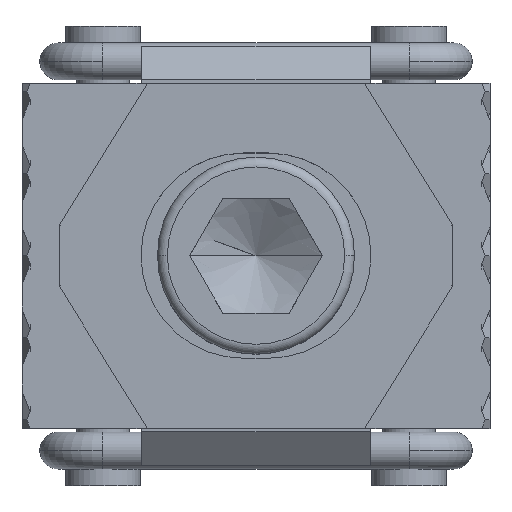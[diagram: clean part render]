
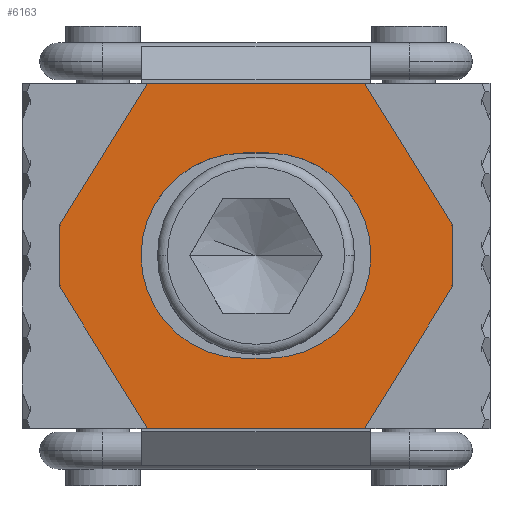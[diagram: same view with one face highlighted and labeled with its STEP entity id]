
A CAD part, top view. The second image highlights one B-rep face of the part: STEP entity #6163.
In plain terms, the highlighted planar face has unit normal (0, 0, 1).
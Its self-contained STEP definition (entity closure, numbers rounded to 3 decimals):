
#4619=EDGE_CURVE('',#8443,#9203,#12953,.T.);
#4995=VERTEX_POINT('',#13369);
#5577=EDGE_CURVE('',#11293,#8443,#14014,.T.);
#5941=EDGE_CURVE('',#6775,#7001,#14422,.T.);
#6163=ADVANCED_FACE('',(#14680,#14681),#14682,.T.);
#6775=VERTEX_POINT('',#15362);
#6777=VERTEX_POINT('',#15364);
#6981=VERTEX_POINT('',#15587);
#7001=VERTEX_POINT('',#15609);
#7225=EDGE_CURVE('',#7001,#7709,#15861,.T.);
#7709=VERTEX_POINT('',#16400);
#8019=VERTEX_POINT('',#16739);
#8443=VERTEX_POINT('',#17215);
#8687=EDGE_CURVE('',#6981,#11293,#17488,.T.);
#9113=EDGE_CURVE('',#12261,#8019,#17956,.T.);
#9203=VERTEX_POINT('',#18059);
#9355=EDGE_CURVE('',#9203,#9879,#18230,.T.);
#9717=EDGE_CURVE('',#4995,#6981,#18629,.T.);
#9879=VERTEX_POINT('',#18810);
#11293=VERTEX_POINT('',#20401);
#11373=EDGE_CURVE('',#8019,#4995,#20488,.T.);
#12205=EDGE_CURVE('',#7709,#6777,#21408,.T.);
#12241=EDGE_CURVE('',#6777,#6775,#21448,.T.);
#12261=VERTEX_POINT('',#21470);
#12297=EDGE_CURVE('',#9879,#12261,#21508,.T.);
#12953=LINE('',#22411,#22412);
#13369=CARTESIAN_POINT('',(-23.99,3.697,55.0));
#14014=LINE('',#23897,#23898);
#14422=LINE('',#24475,#24476);
#14680=FACE_BOUND('',#24833,.T.);
#14681=FACE_OUTER_BOUND('',#24834,.T.);
#14682=PLANE('',#24835);
#15362=CARTESIAN_POINT('',(-1.5,12.5,55.0));
#15364=CARTESIAN_POINT('',(-1.5,-12.5,55.0));
#15587=CARTESIAN_POINT('',(-23.99,-3.697,55.0));
#15609=CARTESIAN_POINT('',(1.5,12.5,55.0));
#15861=CIRCLE('',#26601,12.5);
#16400=CARTESIAN_POINT('',(1.5,-12.5,55.0));
#16739=CARTESIAN_POINT('',(-13.215,21.0,55.0));
#17215=CARTESIAN_POINT('',(13.215,-21.0,55.0));
#17488=LINE('',#28978,#28979);
#17956=LINE('',#29648,#29649);
#18059=CARTESIAN_POINT('',(23.99,-3.697,55.0));
#18230=LINE('',#30055,#30056);
#18629=LINE('',#30640,#30641);
#18810=CARTESIAN_POINT('',(23.99,3.697,55.0));
#20401=CARTESIAN_POINT('',(-13.215,-21.0,55.0));
#20488=LINE('',#33298,#33299);
#21408=LINE('',#34635,#34636);
#21448=CIRCLE('',#34697,12.5);
#21470=CARTESIAN_POINT('',(13.215,21.0,55.0));
#21508=LINE('',#34788,#34789);
#22411=CARTESIAN_POINT('',(21.468,-7.747,55.0));
#22412=VECTOR('',#35499,1.0);
#23897=CARTESIAN_POINT('',(-14.0,-21.0,55.0));
#23898=VECTOR('',#36571,1.0);
#24475=CARTESIAN_POINT('',(0.75,12.5,55.0));
#24476=VECTOR('',#37015,1.0);
#24833=EDGE_LOOP('',(#37393,#37394,#37395,#37396));
#24834=EDGE_LOOP('',(#37397,#37398,#37399,#37400,#37401,#37402,#37403,#37404));
#24835=AXIS2_PLACEMENT_3D('',#37405,#37406,#37407);
#26601=AXIS2_PLACEMENT_3D('',#38685,#38686,#38687);
#28978=CARTESIAN_POINT('',(5.469,-51.006,55.0));
#28979=VECTOR('',#40465,1.0);
#29648=CARTESIAN_POINT('',(14.0,21.0,55.0));
#29649=VECTOR('',#40933,1.0);
#30055=CARTESIAN_POINT('',(23.99,-3.697,55.0));
#30056=VECTOR('',#41256,1.0);
#30640=CARTESIAN_POINT('',(-23.99,3.697,55.0));
#30641=VECTOR('',#41701,1.0);
#33298=CARTESIAN_POINT('',(-21.468,7.747,55.0));
#33299=VECTOR('',#43805,1.0);
#34635=CARTESIAN_POINT('',(-0.75,-12.5,55.0));
#34636=VECTOR('',#44786,1.0);
#34697=AXIS2_PLACEMENT_3D('',#44827,#44828,#44829);
#34788=CARTESIAN_POINT('',(-5.469,51.006,55.0));
#34789=VECTOR('',#44878,1.0);
#35499=DIRECTION('',(0.529,0.849,0.0));
#36571=DIRECTION('',(1.0,0.0,0.0));
#37015=DIRECTION('',(1.0,0.0,0.0));
#37393=ORIENTED_EDGE('',*,*,#5941,.T.);
#37394=ORIENTED_EDGE('',*,*,#7225,.T.);
#37395=ORIENTED_EDGE('',*,*,#12205,.T.);
#37396=ORIENTED_EDGE('',*,*,#12241,.T.);
#37397=ORIENTED_EDGE('',*,*,#4619,.T.);
#37398=ORIENTED_EDGE('',*,*,#9355,.T.);
#37399=ORIENTED_EDGE('',*,*,#12297,.T.);
#37400=ORIENTED_EDGE('',*,*,#9113,.T.);
#37401=ORIENTED_EDGE('',*,*,#11373,.T.);
#37402=ORIENTED_EDGE('',*,*,#9717,.T.);
#37403=ORIENTED_EDGE('',*,*,#8687,.T.);
#37404=ORIENTED_EDGE('',*,*,#5577,.T.);
#37405=CARTESIAN_POINT('',(0.,0.0,55.0));
#37406=DIRECTION('',(0.0,0.0,1.0));
#37407=DIRECTION('',(1.0,0.0,0.0));
#38685=CARTESIAN_POINT('',(1.5,0.0,55.0));
#38686=DIRECTION('',(0.0,0.0,-1.0));
#38687=DIRECTION('',(0.0,-1.0,0.0));
#40465=DIRECTION('',(0.529,-0.849,0.0));
#40933=DIRECTION('',(-1.0,0.0,0.0));
#41256=DIRECTION('',(0.0,1.0,0.0));
#41701=DIRECTION('',(0.0,-1.0,0.0));
#43805=DIRECTION('',(-0.529,-0.849,0.0));
#44786=DIRECTION('',(-1.0,0.0,0.0));
#44827=CARTESIAN_POINT('',(-1.5,0.0,55.0));
#44828=DIRECTION('',(0.0,0.0,-1.0));
#44829=DIRECTION('',(0.0,1.0,0.0));
#44878=DIRECTION('',(-0.529,0.849,0.0));
